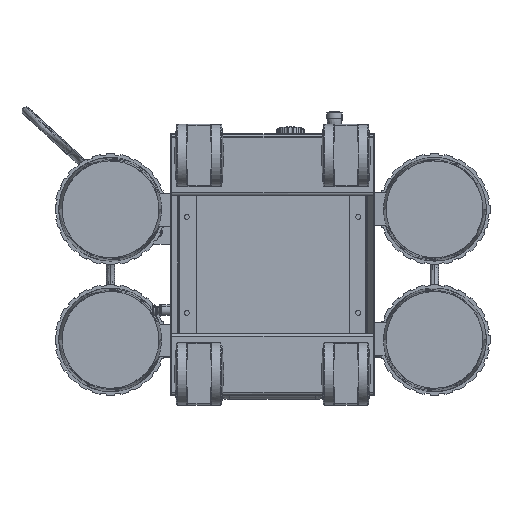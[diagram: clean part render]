
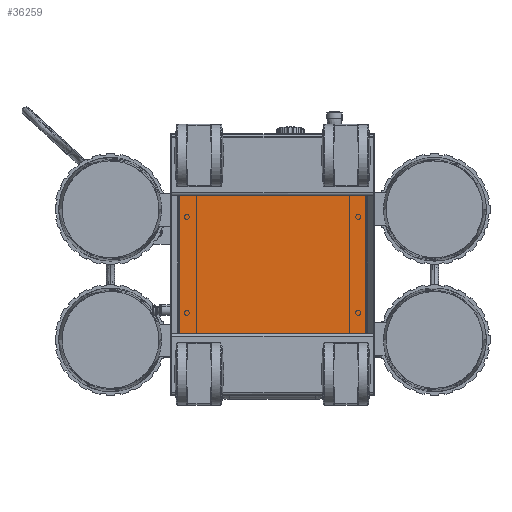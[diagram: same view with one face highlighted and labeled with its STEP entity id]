
A CAD part, front view. The second image highlights one B-rep face of the part: STEP entity #36259.
In plain terms, the highlighted free-form (B-spline) face has degree [1, 1] with [2, 2] control points.
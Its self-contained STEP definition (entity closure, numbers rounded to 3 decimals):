
#35542 = VERTEX_POINT('',#35543);
#35543 = CARTESIAN_POINT('',(99.619,-31.321,
    1027.882));
#35577 = EDGE_CURVE('',#35542,#35578,#35580,.T.);
#35578 = VERTEX_POINT('',#35579);
#35579 = CARTESIAN_POINT('',(391.916,-31.321,
    1027.882));
#35580 = B_SPLINE_CURVE_WITH_KNOTS('',1,(#35581,#35582),.UNSPECIFIED.,
  .F.,.F.,(2,2),(0.891,231.109),
  .PIECEWISE_BEZIER_KNOTS.);
#35581 = CARTESIAN_POINT('',(99.619,-31.321,
    1027.882));
#35582 = CARTESIAN_POINT('',(391.916,-31.321,
    1027.882));
#35615 = VERTEX_POINT('',#35616);
#35616 = CARTESIAN_POINT('',(99.619,-31.321,
    621.595));
#35716 = VERTEX_POINT('',#35717);
#35717 = CARTESIAN_POINT('',(391.916,-31.321,
    621.595));
#35757 = EDGE_CURVE('',#35615,#35716,#35758,.T.);
#35758 = B_SPLINE_CURVE_WITH_KNOTS('',1,(#35759,#35760),.UNSPECIFIED.,
  .F.,.F.,(2,2),(0.891,231.109),
  .PIECEWISE_BEZIER_KNOTS.);
#35759 = CARTESIAN_POINT('',(99.619,-31.321,
    621.595));
#35760 = CARTESIAN_POINT('',(391.916,-31.321,
    621.595));
#36247 = EDGE_CURVE('',#35542,#35615,#36248,.T.);
#36248 = B_SPLINE_CURVE_WITH_KNOTS('',1,(#36249,#36250),.UNSPECIFIED.,
  .F.,.F.,(2,2),(-0.,320.),.PIECEWISE_BEZIER_KNOTS.);
#36249 = CARTESIAN_POINT('',(99.619,-31.321,
    1027.882));
#36250 = CARTESIAN_POINT('',(99.619,-31.321,
    621.595));
#36259 = ADVANCED_FACE('',(#36260),#36270,.F.);
#36260 = FACE_BOUND('',#36261,.T.);
#36261 = EDGE_LOOP('',(#36262,#36263,#36268,#36269));
#36262 = ORIENTED_EDGE('',*,*,#35757,.T.);
#36263 = ORIENTED_EDGE('',*,*,#36264,.F.);
#36264 = EDGE_CURVE('',#35578,#35716,#36265,.T.);
#36265 = B_SPLINE_CURVE_WITH_KNOTS('',1,(#36266,#36267),.UNSPECIFIED.,
  .F.,.F.,(2,2),(-0.,320.),.PIECEWISE_BEZIER_KNOTS.);
#36266 = CARTESIAN_POINT('',(391.916,-31.321,
    1027.882));
#36267 = CARTESIAN_POINT('',(391.916,-31.321,
    621.595));
#36268 = ORIENTED_EDGE('',*,*,#35577,.F.);
#36269 = ORIENTED_EDGE('',*,*,#36247,.T.);
#36270 = B_SPLINE_SURFACE_WITH_KNOTS('',1,1,(
    (#36271,#36272)
    ,(#36273,#36274
    )),.UNSPECIFIED.,.F.,.F.,.F.,(2,2),(2,2),(-231.109,
    -0.891),(-320.,0.),.PIECEWISE_BEZIER_KNOTS.);
#36271 = CARTESIAN_POINT('',(391.916,-31.321,
    621.595));
#36272 = CARTESIAN_POINT('',(391.916,-31.321,
    1027.882));
#36273 = CARTESIAN_POINT('',(99.619,-31.321,
    621.595));
#36274 = CARTESIAN_POINT('',(99.619,-31.321,
    1027.882));
